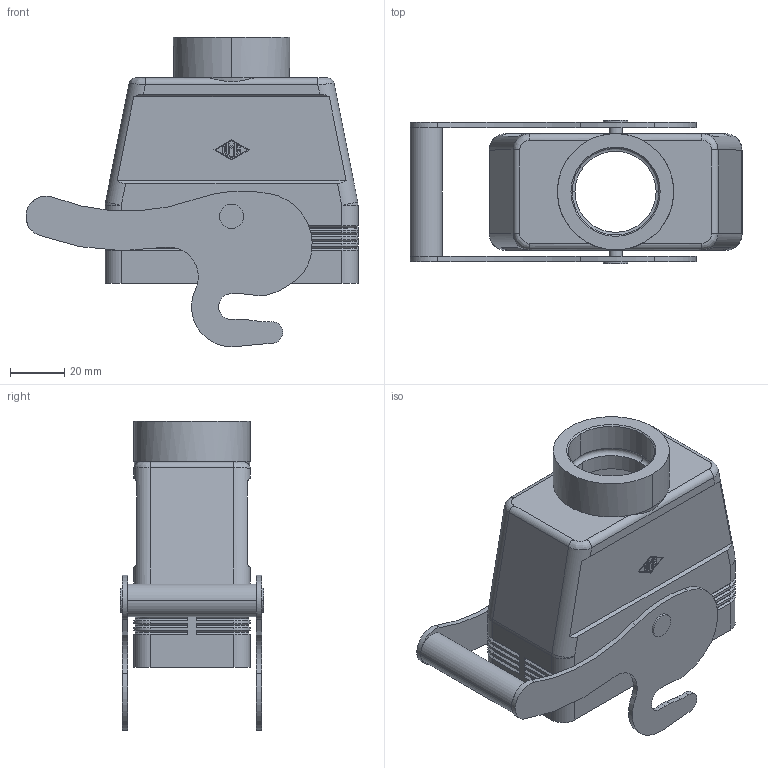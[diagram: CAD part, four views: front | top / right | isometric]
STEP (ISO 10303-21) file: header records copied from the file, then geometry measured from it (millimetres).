
FILE_DESCRIPTION(('Creo Elements/Direct Modeling STEP Export'),'2;1');
FILE_NAME('MAV 16 YX32.stp','2014-09-11T 8:19:18',(''),(''),'Creo Elements/Direct Modeling STEP processor for AP214 (Solid Model)','Creo Elements/Direct Modeling 18.0B 02-Dec-2011 (C) Parametric Technology GmbH','');
FILE_SCHEMA(('AUTOMOTIVE_DESIGN { 1 0 10303 214 1 1 1 1 }'));
Length unit declared in the file: millimetre
Products named in the file (1): MAV_16_YX32
Bounding box: 122.75 x 53.2 x 114.36 mm (x, y, z)
Volume: 96637.5 mm3; surface area: 60500.8 mm2
Topology: 1 solids, 1 shells, 377 faces, 917 edges, 556 vertices
Faces by surface type: plane 189, cylinder 134, cone 44, sphere 4, bspline 4, torus 2
Entity records: 11299 total; most frequent: CARTESIAN_POINT 2501, DIRECTION 1849, ORIENTED_EDGE 1818, EDGE_CURVE 909, AXIS2_PLACEMENT_3D 626, VECTOR 597, LINE 597, VERTEX_POINT 556
